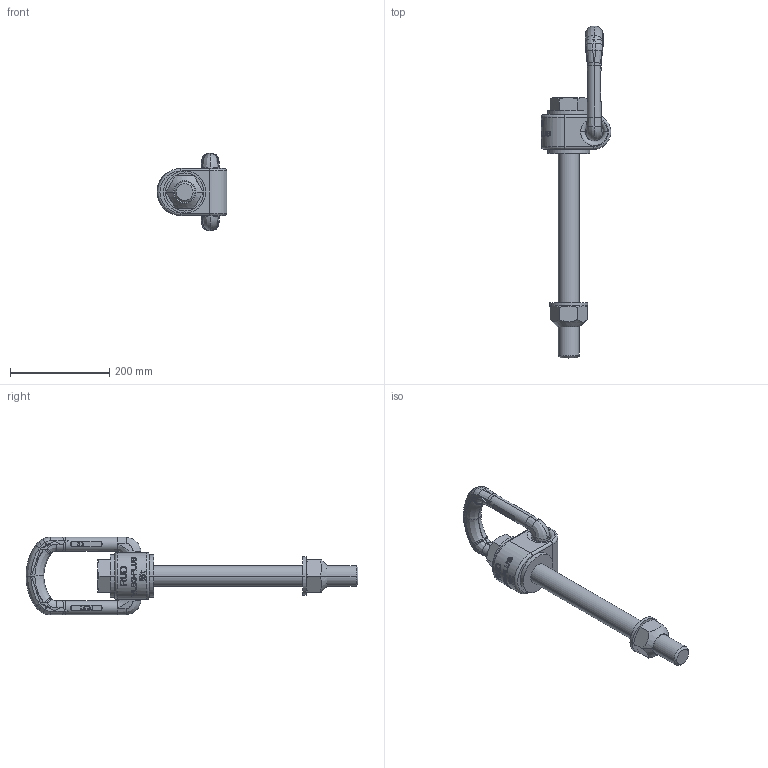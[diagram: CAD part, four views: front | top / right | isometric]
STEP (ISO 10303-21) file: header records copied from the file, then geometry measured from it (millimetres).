
FILE_DESCRIPTION((''),'2;1');
FILE_NAME('001-M34392-P-30_ASM','2019-02-06T',('anja.joas'),(''),'PRO/ENGINEER BY PARAMETRIC TECHNOLOGY CORPORATION, 2011490','PRO/ENGINEER BY PARAMETRIC TECHNOLOGY CORPORATION, 2011490','');
FILE_SCHEMA(('CONFIG_CONTROL_DESIGN'));
Length unit declared in the file: millimetre
Products named in the file (6): 001-M34392-P-10; 001-M31223-P-30; 001-M33480-P-10; 001-M31624-V09; 001-M31328-V15; 001-M34392-P-30_ASM
Assembly tree (5 placements, depth 2):
  001-M34392-P-30_ASM
    001-M34392-P-10
    001-M31223-P-30
    001-M33480-P-10
    001-M31624-V09
    001-M31328-V15
Bounding box: 140.5 x 670.5 x 156 mm (x, y, z)
Volume: 2052054.6 mm3; surface area: 247780.6 mm2
Topology: 5 solids, 5 shells, 896 faces, 2599 edges, 1758 vertices
Faces by surface type: plane 679, cylinder 93, bspline 84, cone 20, torus 16, extrusion 4
Entity records: 37368 total; most frequent: CARTESIAN_POINT 15050, ORIENTED_EDGE 5198, DIRECTION 3825, EDGE_CURVE 2599, VERTEX_POINT 1758, VECTOR 1351, LINE 1347, AXIS2_PLACEMENT_3D 1237
